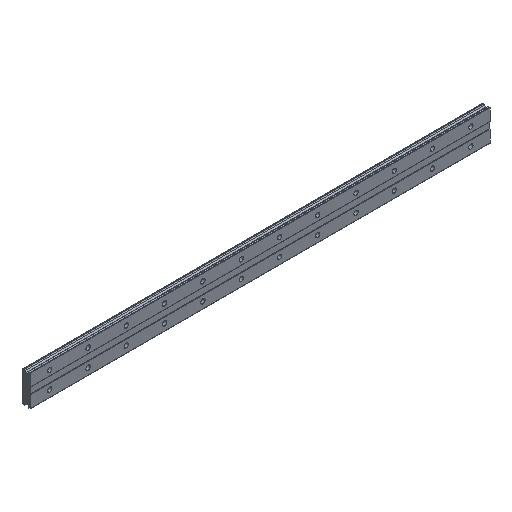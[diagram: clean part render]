
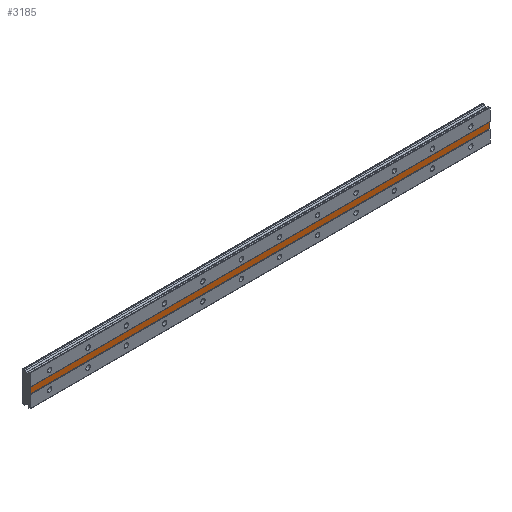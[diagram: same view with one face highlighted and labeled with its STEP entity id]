
A CAD part, isometric view. The second image highlights one B-rep face of the part: STEP entity #3185.
In plain terms, the highlighted planar face has unit normal (0, -1, 0).
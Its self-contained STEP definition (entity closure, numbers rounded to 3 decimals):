
#149 = LINE ( 'NONE', #2084, #2759 ) ;
#188 = PLANE ( 'NONE',  #3943 ) ;
#572 = DIRECTION ( 'NONE',  ( 1., 0., 0. ) ) ;
#743 = VERTEX_POINT ( 'NONE', #4853 ) ;
#794 = EDGE_CURVE ( 'NONE', #4694, #743, #4164, .T. ) ;
#924 = FACE_OUTER_BOUND ( 'NONE', #2750, .T. ) ;
#995 = VERTEX_POINT ( 'NONE', #1616 ) ;
#1147 = DIRECTION ( 'NONE',  ( 1., 0., 0. ) ) ;
#1290 = LINE ( 'NONE', #2363, #2519 ) ;
#1383 = CARTESIAN_POINT ( 'NONE',  ( 460., 0.5, 3. ) ) ;
#1573 = ORIENTED_EDGE ( 'NONE', *, *, #794, .T. ) ;
#1616 = CARTESIAN_POINT ( 'NONE',  ( 460., 0.5, 3. ) ) ;
#1847 = EDGE_CURVE ( 'NONE', #995, #743, #1290, .T. ) ;
#1942 = ORIENTED_EDGE ( 'NONE', *, *, #3645, .T. ) ;
#2084 = CARTESIAN_POINT ( 'NONE',  ( 460., 0.5, 3. ) ) ;
#2112 = VERTEX_POINT ( 'NONE', #4191 ) ;
#2363 = CARTESIAN_POINT ( 'NONE',  ( 460., 0.5, 16.615 ) ) ;
#2519 = VECTOR ( 'NONE', #3861, 1000. ) ;
#2576 = CARTESIAN_POINT ( 'NONE',  ( 460., 0.5, -3. ) ) ;
#2750 = EDGE_LOOP ( 'NONE', ( #1573, #3796, #4856, #1942 ) ) ;
#2759 = VECTOR ( 'NONE', #572, 1000. ) ;
#3185 = ADVANCED_FACE ( 'NONE', ( #924 ), #188, .F. ) ;
#3313 = CARTESIAN_POINT ( 'NONE',  ( -20., 0.5, -3. ) ) ;
#3329 = CARTESIAN_POINT ( 'NONE',  ( -20., 0.5, 16.615 ) ) ;
#3336 = EDGE_CURVE ( 'NONE', #2112, #995, #149, .T. ) ;
#3608 = DIRECTION ( 'NONE',  ( 0., 0., 1. ) ) ;
#3645 = EDGE_CURVE ( 'NONE', #2112, #4694, #3813, .T. ) ;
#3796 = ORIENTED_EDGE ( 'NONE', *, *, #1847, .F. ) ;
#3813 = LINE ( 'NONE', #3329, #4252 ) ;
#3861 = DIRECTION ( 'NONE',  ( 0., 0., -1. ) ) ;
#3926 = DIRECTION ( 'NONE',  ( 0., 1., 0. ) ) ;
#3943 = AXIS2_PLACEMENT_3D ( 'NONE', #1383, #3926, #3608 ) ;
#4164 = LINE ( 'NONE', #2576, #4713 ) ;
#4191 = CARTESIAN_POINT ( 'NONE',  ( -20., 0.5, 3. ) ) ;
#4252 = VECTOR ( 'NONE', #4519, 1000. ) ;
#4519 = DIRECTION ( 'NONE',  ( 0., 0., -1. ) ) ;
#4694 = VERTEX_POINT ( 'NONE', #3313 ) ;
#4713 = VECTOR ( 'NONE', #1147, 1000. ) ;
#4853 = CARTESIAN_POINT ( 'NONE',  ( 460., 0.5, -3. ) ) ;
#4856 = ORIENTED_EDGE ( 'NONE', *, *, #3336, .F. ) ;
